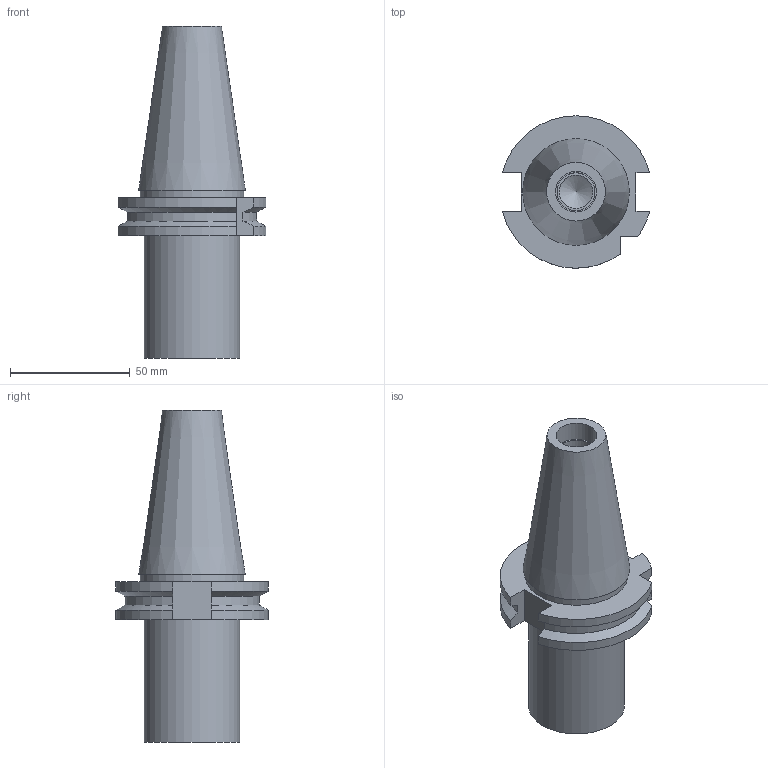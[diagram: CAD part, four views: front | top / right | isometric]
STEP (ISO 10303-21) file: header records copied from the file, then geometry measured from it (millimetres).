
FILE_DESCRIPTION(('FreeCAD Model'),'2;1');
FILE_NAME('SK40_vs_BT40.step', '2019-06-21T20:02:53',('Thomas Sommer'),('TomSaw'), 'Open CASCADE STEP processor 7.3','FreeCAD','Unknown');
FILE_SCHEMA(('AUTOMOTIVE_DESIGN { 1 0 10303 214 1 1 1 1 }'));
Length unit declared in the file: millimetre
Products named in the file (1): Body-SK40-70L
Bounding box: 61.48 x 63.54 x 138.4 mm (x, y, z)
Volume: 168702.1 mm3; surface area: 25364.8 mm2
Topology: 1 solids, 1 shells, 40 faces, 98 edges, 65 vertices
Faces by surface type: plane 18, cylinder 14, cone 8
Full cylindrical faces by diameter (mm): 14 x1, 15.8 x1, 17 x1, 40 x1, 43 x1
Entity records: 2548 total; most frequent: CARTESIAN_POINT 493, DIRECTION 406, LINE 199, VECTOR 199, ORIENTED_EDGE 194, PCURVE 194, DEFINITIONAL_REPRESENTATION 194, EDGE_CURVE 97
